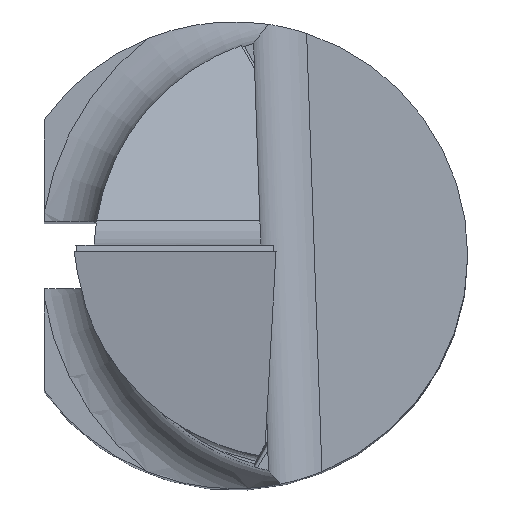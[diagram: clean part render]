
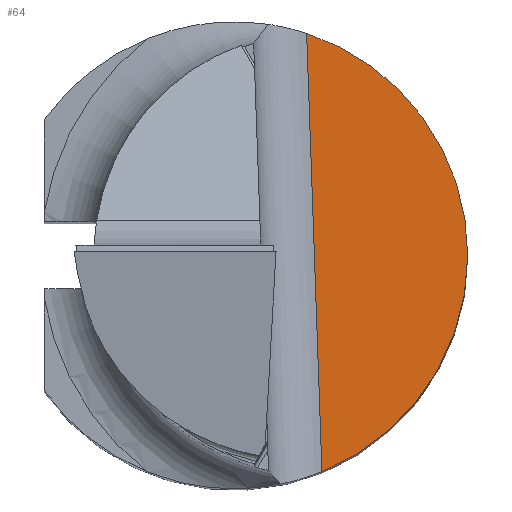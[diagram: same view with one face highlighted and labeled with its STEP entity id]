
A CAD part, top view. The second image highlights one B-rep face of the part: STEP entity #64.
In plain terms, the highlighted planar face has unit normal (0, 0, 1).
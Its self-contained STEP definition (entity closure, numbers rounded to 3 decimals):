
#9 = ORIENTED_EDGE ( 'NONE', *, *, #447, .T. ) ;
#33 = DIRECTION ( 'NONE',  ( 0., 0., -1. ) ) ;
#64 = ADVANCED_FACE ( 'NONE', ( #950 ), #310, .F. ) ;
#121 = AXIS2_PLACEMENT_3D ( 'NONE', #1252, #1227, #1653 ) ;
#308 = LINE ( 'NONE', #323, #1400 ) ;
#310 = PLANE ( 'NONE',  #1487 ) ;
#323 = CARTESIAN_POINT ( 'NONE',  ( 1.078, 3.517, 15. ) ) ;
#327 = EDGE_CURVE ( 'NONE', #1228, #1200, #308, .T. ) ;
#397 = CARTESIAN_POINT ( 'NONE',  ( 1.314, -3.244, 15. ) ) ;
#432 = DIRECTION ( 'NONE',  ( 1., 0., 0. ) ) ;
#440 = CARTESIAN_POINT ( 'NONE',  ( 5.499, -3.5, 15. ) ) ;
#447 = EDGE_CURVE ( 'NONE', #1245, #1200, #644, .T. ) ;
#578 = ORIENTED_EDGE ( 'NONE', *, *, #327, .F. ) ;
#644 = CIRCLE ( 'NONE', #121, 3.5 ) ;
#690 = EDGE_CURVE ( 'NONE', #1228, #1245, #698, .T. ) ;
#698 = CIRCLE ( 'NONE', #1484, 3.5 ) ;
#716 = DIRECTION ( 'NONE',  ( -0.035, 0.999, 0. ) ) ;
#719 = DIRECTION ( 'NONE',  ( 0., 0., 1. ) ) ;
#950 = FACE_OUTER_BOUND ( 'NONE', #1714, .T. ) ;
#1133 = ORIENTED_EDGE ( 'NONE', *, *, #690, .T. ) ;
#1189 = CARTESIAN_POINT ( 'NONE',  ( 3.5, 0., 15. ) ) ;
#1200 = VERTEX_POINT ( 'NONE', #1433 ) ;
#1227 = DIRECTION ( 'NONE',  ( 0., 0., 1. ) ) ;
#1228 = VERTEX_POINT ( 'NONE', #397 ) ;
#1243 = DIRECTION ( 'NONE',  ( 1., 0., 0. ) ) ;
#1245 = VERTEX_POINT ( 'NONE', #1189 ) ;
#1252 = CARTESIAN_POINT ( 'NONE',  ( 0., 0., 15. ) ) ;
#1400 = VECTOR ( 'NONE', #716, 1000. ) ;
#1433 = CARTESIAN_POINT ( 'NONE',  ( 1.084, 3.328, 15. ) ) ;
#1484 = AXIS2_PLACEMENT_3D ( 'NONE', #1507, #719, #1243 ) ;
#1487 = AXIS2_PLACEMENT_3D ( 'NONE', #440, #33, #432 ) ;
#1507 = CARTESIAN_POINT ( 'NONE',  ( 0., 0., 15. ) ) ;
#1653 = DIRECTION ( 'NONE',  ( 1., 0., 0. ) ) ;
#1714 = EDGE_LOOP ( 'NONE', ( #1133, #9, #578 ) ) ;
